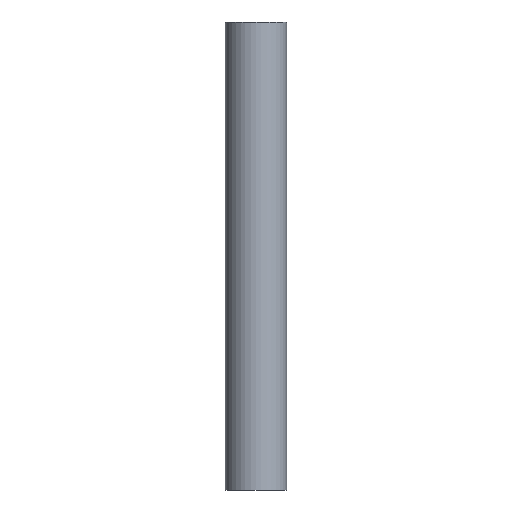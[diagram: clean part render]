
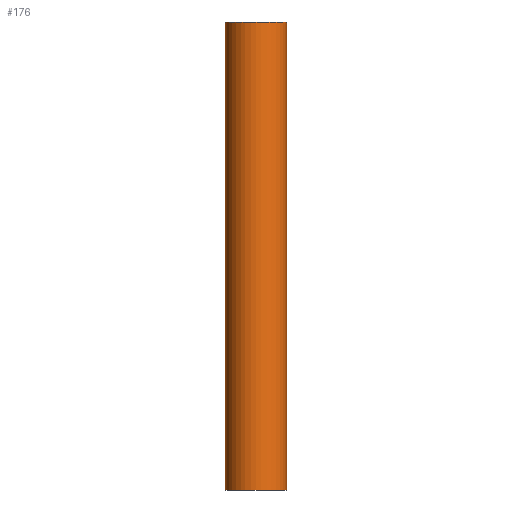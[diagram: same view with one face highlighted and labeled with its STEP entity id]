
A CAD part, front view. The second image highlights one B-rep face of the part: STEP entity #176.
In plain terms, the highlighted cylindrical face has radius 65 mm (diameter 130 mm), a partial arc.
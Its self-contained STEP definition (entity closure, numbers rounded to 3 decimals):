
#14 = AXIS2_PLACEMENT_3D ( 'NONE', #189, #321, #208 ) ;
#33 = CARTESIAN_POINT ( 'NONE',  ( -65., 118., -1173.348 ) ) ;
#55 = DIRECTION ( 'NONE',  ( 1., 0., 0. ) ) ;
#61 = EDGE_LOOP ( 'NONE', ( #233, #288, #258, #343 ) ) ;
#77 = DIRECTION ( 'NONE',  ( 0., 0., 1. ) ) ;
#87 = CIRCLE ( 'NONE', #14, 65. ) ;
#91 = EDGE_CURVE ( 'NONE', #183, #205, #87, .T. ) ;
#125 = VECTOR ( 'NONE', #77, 1000. ) ;
#129 = VERTEX_POINT ( 'NONE', #265 ) ;
#137 = FACE_OUTER_BOUND ( 'NONE', #61, .T. ) ;
#143 = EDGE_CURVE ( 'NONE', #205, #202, #211, .T. ) ;
#161 = EDGE_CURVE ( 'NONE', #129, #202, #318, .T. ) ;
#164 = AXIS2_PLACEMENT_3D ( 'NONE', #187, #188, #291 ) ;
#172 = AXIS2_PLACEMENT_3D ( 'NONE', #209, #185, #55 ) ;
#176 = ADVANCED_FACE ( 'NONE', ( #137 ), #270, .T. ) ;
#183 = VERTEX_POINT ( 'NONE', #267 ) ;
#185 = DIRECTION ( 'NONE',  ( 0., 0., 1. ) ) ;
#187 = CARTESIAN_POINT ( 'NONE',  ( 0., 118., -1173.348 ) ) ;
#188 = DIRECTION ( 'NONE',  ( 0., 0., 1. ) ) ;
#189 = CARTESIAN_POINT ( 'NONE',  ( 0., 118., -989.5 ) ) ;
#196 = VECTOR ( 'NONE', #297, 1000. ) ;
#197 = CARTESIAN_POINT ( 'NONE',  ( 65., 118., -989.5 ) ) ;
#202 = VERTEX_POINT ( 'NONE', #218 ) ;
#205 = VERTEX_POINT ( 'NONE', #197 ) ;
#208 = DIRECTION ( 'NONE',  ( -1., 0., 0. ) ) ;
#209 = CARTESIAN_POINT ( 'NONE',  ( 0., 118., 0. ) ) ;
#211 = LINE ( 'NONE', #348, #125 ) ;
#218 = CARTESIAN_POINT ( 'NONE',  ( 65., 118., 0. ) ) ;
#233 = ORIENTED_EDGE ( 'NONE', *, *, #316, .F. ) ;
#258 = ORIENTED_EDGE ( 'NONE', *, *, #143, .T. ) ;
#265 = CARTESIAN_POINT ( 'NONE',  ( -65., 118., 0. ) ) ;
#267 = CARTESIAN_POINT ( 'NONE',  ( -65., 118., -989.5 ) ) ;
#270 = CYLINDRICAL_SURFACE ( 'NONE', #164, 65. ) ;
#272 = LINE ( 'NONE', #33, #196 ) ;
#288 = ORIENTED_EDGE ( 'NONE', *, *, #91, .T. ) ;
#291 = DIRECTION ( 'NONE',  ( 1., 0., 0. ) ) ;
#297 = DIRECTION ( 'NONE',  ( 0., 0., 1. ) ) ;
#316 = EDGE_CURVE ( 'NONE', #183, #129, #272, .T. ) ;
#318 = CIRCLE ( 'NONE', #172, 65. ) ;
#321 = DIRECTION ( 'NONE',  ( 0., 0., 1. ) ) ;
#343 = ORIENTED_EDGE ( 'NONE', *, *, #161, .F. ) ;
#348 = CARTESIAN_POINT ( 'NONE',  ( 65., 118., -1173.348 ) ) ;
